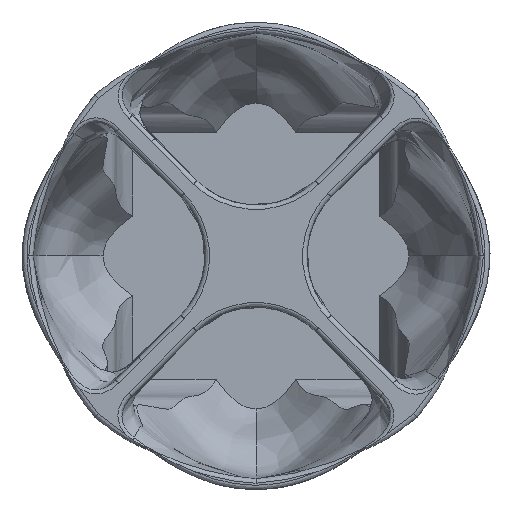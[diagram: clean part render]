
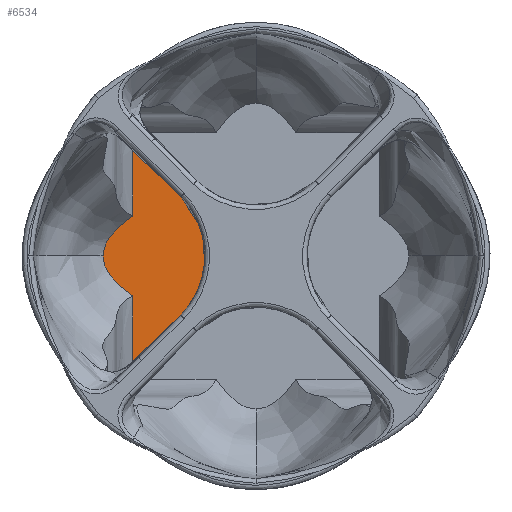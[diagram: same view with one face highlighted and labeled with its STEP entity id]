
A CAD part, left-side view. The second image highlights one B-rep face of the part: STEP entity #6534.
In plain terms, the highlighted planar face has unit normal (-1, 0, 0).
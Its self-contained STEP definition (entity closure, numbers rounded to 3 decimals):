
#821 = DIRECTION ( 'NONE',  ( 0., 0.707, -0.707 ) ) ;
#1359 = CIRCLE ( 'NONE', #2740, 37.5 ) ;
#1849 = CARTESIAN_POINT ( 'NONE',  ( -90., 33.121, -26.149 ) ) ;
#2429 = ORIENTED_EDGE ( 'NONE', *, *, #15092, .F. ) ;
#2740 = AXIS2_PLACEMENT_3D ( 'NONE', #24835, #4800, #19760 ) ;
#3378 = ORIENTED_EDGE ( 'NONE', *, *, #23311, .F. ) ;
#3670 = VECTOR ( 'NONE', #821, 1000. ) ;
#4800 = DIRECTION ( 'NONE',  ( 1., 0., 0. ) ) ;
#5912 = CARTESIAN_POINT ( 'NONE',  ( -90., 33.121, 26.149 ) ) ;
#6534 = ADVANCED_FACE ( 'NONE', ( #27883 ), #17128, .F. ) ;
#6804 = VERTEX_POINT ( 'NONE', #7857 ) ;
#7116 = ORIENTED_EDGE ( 'NONE', *, *, #14585, .F. ) ;
#7830 = CARTESIAN_POINT ( 'NONE',  ( -90., 54.259, -47.287 ) ) ;
#7857 = CARTESIAN_POINT ( 'NONE',  ( -90., 54.259, -17.555 ) ) ;
#7995 = CARTESIAN_POINT ( 'NONE',  ( -90., 67.34, 0. ) ) ;
#8554 = VECTOR ( 'NONE', #12117, 1000. ) ;
#9154 = VERTEX_POINT ( 'NONE', #1849 ) ;
#9669 = CARTESIAN_POINT ( 'NONE',  ( -90., 54.259, -47.287 ) ) ;
#9692 = ORIENTED_EDGE ( 'NONE', *, *, #19656, .F. ) ;
#9960 = EDGE_CURVE ( 'NONE', #21747, #9154, #1359, .T. ) ;
#10463 = CARTESIAN_POINT ( 'NONE',  ( -90., 54.259, -17.555 ) ) ;
#11435 = ORIENTED_EDGE ( 'NONE', *, *, #9960, .F. ) ;
#11973 = CARTESIAN_POINT ( 'NONE',  ( -90., 54.259, 47.287 ) ) ;
#12117 = DIRECTION ( 'NONE',  ( 0., 0., 1. ) ) ;
#12357 = DIRECTION ( 'NONE',  ( 1., 0., 0. ) ) ;
#12384 = B_SPLINE_CURVE_WITH_KNOTS ( 'NONE', 2,
 ( #15884, #24888, #17780 ),
 .UNSPECIFIED., .F., .F.,
 ( 3, 3 ),
 ( 0.498, 0.5 ),
 .UNSPECIFIED. ) ;
#13391 = VERTEX_POINT ( 'NONE', #24508 ) ;
#14183 = ORIENTED_EDGE ( 'NONE', *, *, #14253, .F. ) ;
#14253 = EDGE_CURVE ( 'NONE', #17723, #21747, #16374, .T. ) ;
#14375 = VERTEX_POINT ( 'NONE', #27375 ) ;
#14585 = EDGE_CURVE ( 'NONE', #9154, #19900, #16339, .T. ) ;
#14954 = DIRECTION ( 'NONE',  ( 0., 0., 1. ) ) ;
#15092 = EDGE_CURVE ( 'NONE', #14375, #13391, #21792, .T. ) ;
#15884 = CARTESIAN_POINT ( 'NONE',  ( -90., 54.259, -17.555 ) ) ;
#16182 = EDGE_CURVE ( 'NONE', #6804, #14375, #12384, .T. ) ;
#16339 = LINE ( 'NONE', #9669, #3670 ) ;
#16374 = LINE ( 'NONE', #5912, #28697 ) ;
#16743 = CARTESIAN_POINT ( 'NONE',  ( -90., 54.259, 17.555 ) ) ;
#16848 = DIRECTION ( 'NONE',  ( 0., 0., -1. ) ) ;
#16876 = EDGE_LOOP ( 'NONE', ( #21303, #9692, #7116, #11435, #14183, #3378, #2429 ) ) ;
#17128 = PLANE ( 'NONE',  #28716 ) ;
#17639 = CARTESIAN_POINT ( 'NONE',  ( -90., 54.259, 47.287 ) ) ;
#17723 = VERTEX_POINT ( 'NONE', #17639 ) ;
#17780 = CARTESIAN_POINT ( 'NONE',  ( -90., 67.34, 0. ) ) ;
#19196 = VECTOR ( 'NONE', #14954, 1000. ) ;
#19656 = EDGE_CURVE ( 'NONE', #19900, #6804, #23670, .T. ) ;
#19760 = DIRECTION ( 'NONE',  ( 0., 0., -1. ) ) ;
#19900 = VERTEX_POINT ( 'NONE', #7830 ) ;
#20527 = LINE ( 'NONE', #11973, #8554 ) ;
#21303 = ORIENTED_EDGE ( 'NONE', *, *, #16182, .F. ) ;
#21747 = VERTEX_POINT ( 'NONE', #26534 ) ;
#21792 = B_SPLINE_CURVE_WITH_KNOTS ( 'NONE', 2,
 ( #25457, #27484, #16743 ),
 .UNSPECIFIED., .F., .F.,
 ( 3, 3 ),
 ( 0.5, 0.502 ),
 .UNSPECIFIED. ) ;
#23311 = EDGE_CURVE ( 'NONE', #13391, #17723, #20527, .T. ) ;
#23348 = DIRECTION ( 'NONE',  ( 0., -0.707, -0.707 ) ) ;
#23670 = LINE ( 'NONE', #10463, #19196 ) ;
#24508 = CARTESIAN_POINT ( 'NONE',  ( -90., 54.259, 17.555 ) ) ;
#24835 = CARTESIAN_POINT ( 'NONE',  ( -90., 60., 0. ) ) ;
#24888 = CARTESIAN_POINT ( 'NONE',  ( -90., 67.34, -8.777 ) ) ;
#25457 = CARTESIAN_POINT ( 'NONE',  ( -90., 67.34, 0. ) ) ;
#26534 = CARTESIAN_POINT ( 'NONE',  ( -90., 33.121, 26.149 ) ) ;
#27375 = CARTESIAN_POINT ( 'NONE',  ( -90., 67.34, 0. ) ) ;
#27484 = CARTESIAN_POINT ( 'NONE',  ( -90., 67.34, 8.777 ) ) ;
#27883 = FACE_OUTER_BOUND ( 'NONE', #16876, .T. ) ;
#28697 = VECTOR ( 'NONE', #23348, 1000. ) ;
#28716 = AXIS2_PLACEMENT_3D ( 'NONE', #7995, #12357, #16848 ) ;
